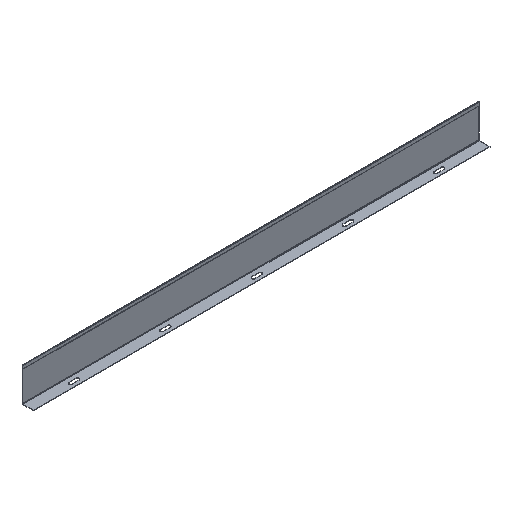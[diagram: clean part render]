
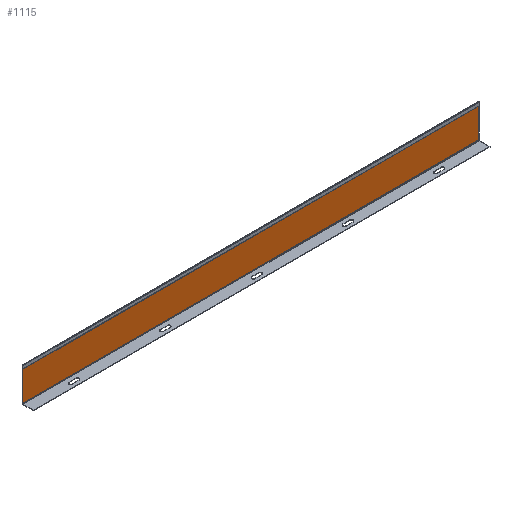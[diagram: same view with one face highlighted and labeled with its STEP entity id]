
A CAD part, isometric view. The second image highlights one B-rep face of the part: STEP entity #1115.
In plain terms, the highlighted planar face has unit normal (0, -1, 0).
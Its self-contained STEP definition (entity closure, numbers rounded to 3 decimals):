
#22 = ORIENTED_EDGE ( 'NONE', *, *, #448, .F. ) ;
#94 = CARTESIAN_POINT ( 'NONE',  ( -500., -1., 1.5 ) ) ;
#116 = CARTESIAN_POINT ( 'NONE',  ( 500., -1., 1.5 ) ) ;
#196 = FACE_OUTER_BOUND ( 'NONE', #463, .T. ) ;
#219 = LINE ( 'NONE', #238, #483 ) ;
#238 = CARTESIAN_POINT ( 'NONE',  ( -500., -1., 0. ) ) ;
#247 = CARTESIAN_POINT ( 'NONE',  ( 500., -1., 0. ) ) ;
#266 = CARTESIAN_POINT ( 'NONE',  ( -500., -1., 73.95 ) ) ;
#273 = DIRECTION ( 'NONE',  ( 0., 0., 1. ) ) ;
#320 = VECTOR ( 'NONE', #349, 1000. ) ;
#349 = DIRECTION ( 'NONE',  ( -1., 0., 0. ) ) ;
#448 = EDGE_CURVE ( 'NONE', #1144, #1081, #219, .T. ) ;
#463 = EDGE_LOOP ( 'NONE', ( #542, #22, #602, #1297 ) ) ;
#483 = VECTOR ( 'NONE', #696, 1000. ) ;
#512 = VERTEX_POINT ( 'NONE', #1377 ) ;
#518 = PLANE ( 'NONE',  #1469 ) ;
#529 = EDGE_CURVE ( 'NONE', #512, #1144, #1138, .T. ) ;
#542 = ORIENTED_EDGE ( 'NONE', *, *, #1270, .F. ) ;
#597 = DIRECTION ( 'NONE',  ( 1., 0., 0. ) ) ;
#602 = ORIENTED_EDGE ( 'NONE', *, *, #529, .F. ) ;
#625 = LINE ( 'NONE', #247, #813 ) ;
#628 = EDGE_CURVE ( 'NONE', #512, #1068, #625, .T. ) ;
#696 = DIRECTION ( 'NONE',  ( 0., 0., 1. ) ) ;
#813 = VECTOR ( 'NONE', #273, 1000. ) ;
#982 = DIRECTION ( 'NONE',  ( 0., 0., -1. ) ) ;
#993 = CARTESIAN_POINT ( 'NONE',  ( 500., -1., 73.95 ) ) ;
#1068 = VERTEX_POINT ( 'NONE', #993 ) ;
#1081 = VERTEX_POINT ( 'NONE', #1218 ) ;
#1101 = CARTESIAN_POINT ( 'NONE',  ( 500., -1., 0. ) ) ;
#1115 = ADVANCED_FACE ( 'NONE', ( #196 ), #518, .T. ) ;
#1138 = LINE ( 'NONE', #116, #320 ) ;
#1144 = VERTEX_POINT ( 'NONE', #94 ) ;
#1198 = DIRECTION ( 'NONE',  ( 0., -1., 0. ) ) ;
#1209 = LINE ( 'NONE', #266, #1326 ) ;
#1218 = CARTESIAN_POINT ( 'NONE',  ( -500., -1., 73.95 ) ) ;
#1270 = EDGE_CURVE ( 'NONE', #1081, #1068, #1209, .T. ) ;
#1297 = ORIENTED_EDGE ( 'NONE', *, *, #628, .T. ) ;
#1326 = VECTOR ( 'NONE', #597, 1000. ) ;
#1377 = CARTESIAN_POINT ( 'NONE',  ( 500., -1., 1.5 ) ) ;
#1469 = AXIS2_PLACEMENT_3D ( 'NONE', #1101, #1198, #982 ) ;
